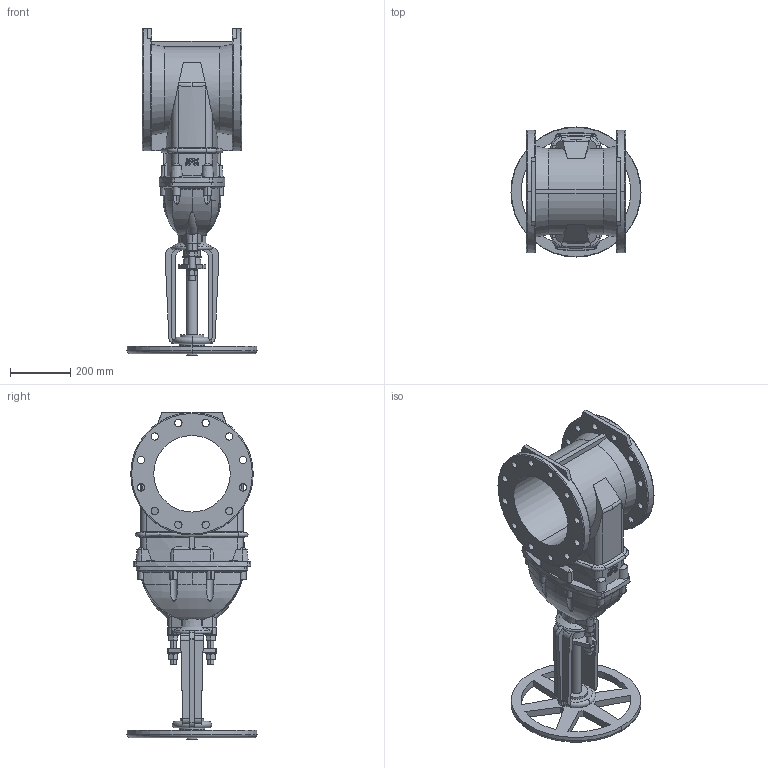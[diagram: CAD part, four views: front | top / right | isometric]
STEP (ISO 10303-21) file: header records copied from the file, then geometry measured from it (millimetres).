
FILE_DESCRIPTION (( 'STEP AP203' ), '1' );
FILE_NAME ('O_45_56_DN250_X0_AA1_step.step', '2015-08-25T09:24:21', ( 'Windows User' ), ( 'AVK' ), 'SwSTEP 2.0', 'SolidWorks 2012', '' );
FILE_SCHEMA (( 'CONFIG_CONTROL_DESIGN' ));
Length unit declared in the file: millimetre
Products named in the file (1): O_45_56_DN250_X0_AA1_step
Bounding box: 432 x 432 x 1085.2 mm (x, y, z)
Volume: 32858727.3 mm3; surface area: 1810574 mm2
Topology: 1 solids, 1 shells, 632 faces, 1677 edges, 1064 vertices
Faces by surface type: plane 209, cone 192, cylinder 175, torus 35, bspline 21
Entity records: 23467 total; most frequent: CARTESIAN_POINT 8147, ORIENTED_EDGE 3346, DIRECTION 3041, EDGE_CURVE 1673, AXIS2_PLACEMENT_3D 1241, VERTEX_POINT 1064, EDGE_LOOP 723, FACE_OUTER_BOUND 632
